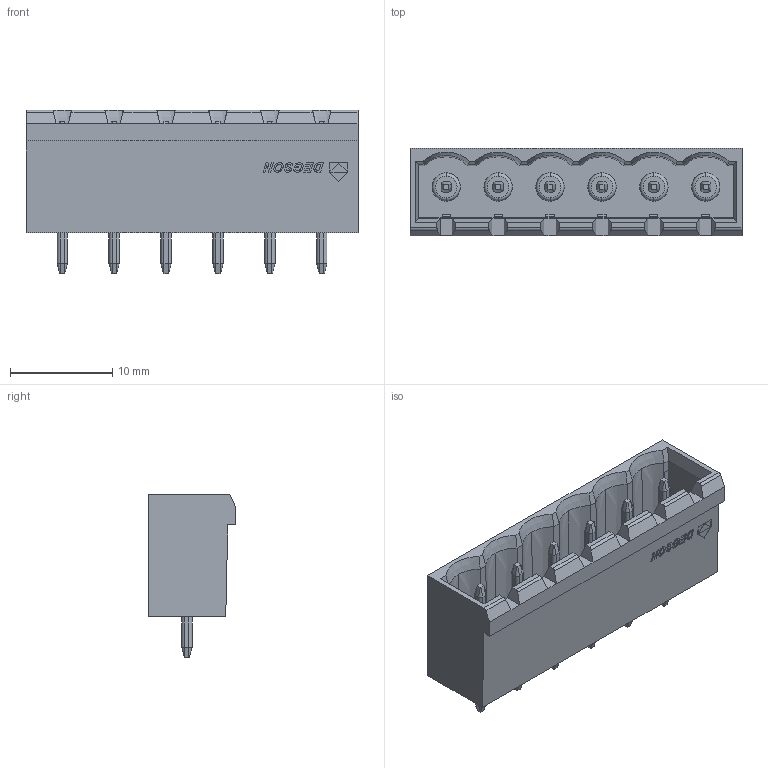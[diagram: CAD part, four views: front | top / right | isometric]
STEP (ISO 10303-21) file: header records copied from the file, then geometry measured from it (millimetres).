
FILE_DESCRIPTION((''),'2;1');
FILE_NAME('PRT0033','2020-03-23T',('Administrator'),(''),'PRO/ENGINEER BY PARAMETRIC TECHNOLOGY CORPORATION, 2012360','PRO/ENGINEER BY PARAMETRIC TECHNOLOGY CORPORATION, 2012360','');
FILE_SCHEMA(('AUTOMOTIVE_DESIGN { 1 0 10303 214 1 1 1 1 }'));
Length unit declared in the file: millimetre
Products named in the file (1): PRT0033
Bounding box: 32.48 x 8.6 x 16 mm (x, y, z)
Volume: 1550.9 mm3; surface area: 2420.7 mm2
Topology: 1 solids, 1 shells, 696 faces, 1894 edges, 1228 vertices
Faces by surface type: plane 545, cone 66, cylinder 61, torus 12, bspline 12
Entity records: 22042 total; most frequent: CARTESIAN_POINT 4361, ORIENTED_EDGE 3788, DIRECTION 3413, EDGE_CURVE 1894, VECTOR 1621, LINE 1621, VERTEX_POINT 1228, AXIS2_PLACEMENT_3D 896
